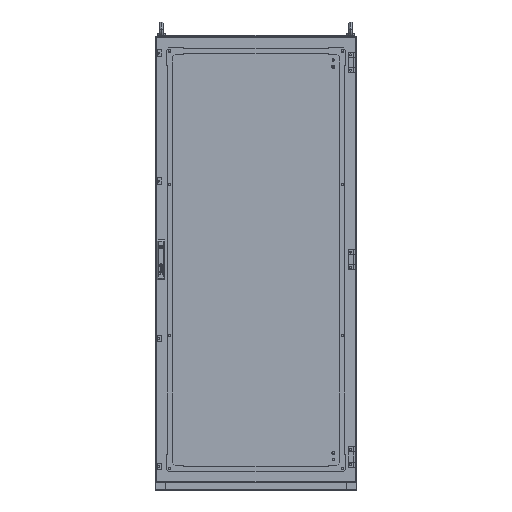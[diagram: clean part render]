
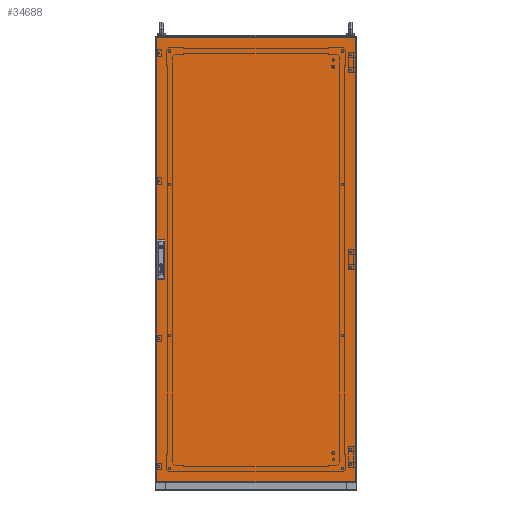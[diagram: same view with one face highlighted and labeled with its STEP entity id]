
A CAD part, top view. The second image highlights one B-rep face of the part: STEP entity #34688.
In plain terms, the highlighted planar face has unit normal (0, 0, 1).
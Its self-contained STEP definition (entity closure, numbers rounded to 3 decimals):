
#1564 = ORIENTED_EDGE ( 'NONE', *, *, #175912, .F. ) ;
#1725 = LINE ( 'NONE', #123268, #20434 ) ;
#1972 = EDGE_CURVE ( 'NONE', #173585, #113249, #187727, .T. ) ;
#2091 = CARTESIAN_POINT ( 'NONE',  ( -390.7, -61.5, 0. ) ) ;
#3680 = CARTESIAN_POINT ( 'NONE',  ( 0., 0., 0. ) ) ;
#5265 = VERTEX_POINT ( 'NONE', #2091 ) ;
#6459 = DIRECTION ( 'NONE',  ( 1., 0., 0. ) ) ;
#7150 = CARTESIAN_POINT ( 'NONE',  ( -397., -870., 0. ) ) ;
#8557 = CARTESIAN_POINT ( 'NONE',  ( -365.7, 38.5, 0. ) ) ;
#8678 = DIRECTION ( 'NONE',  ( 0., -1., 0. ) ) ;
#10627 = CARTESIAN_POINT ( 'NONE',  ( -390.7, 38.5, 0. ) ) ;
#16033 = DIRECTION ( 'NONE',  ( -1., 0., 0. ) ) ;
#16317 = VERTEX_POINT ( 'NONE', #170318 ) ;
#17078 = VECTOR ( 'NONE', #35109, 1000. ) ;
#17392 = EDGE_CURVE ( 'NONE', #16317, #118900, #128370, .T. ) ;
#19499 = CARTESIAN_POINT ( 'NONE',  ( 397., 897., 0. ) ) ;
#20434 = VECTOR ( 'NONE', #62459, 1000. ) ;
#20635 = ORIENTED_EDGE ( 'NONE', *, *, #147259, .F. ) ;
#22174 = EDGE_CURVE ( 'NONE', #145432, #99327, #1725, .T. ) ;
#25892 = VECTOR ( 'NONE', #58279, 1000. ) ;
#27047 = CARTESIAN_POINT ( 'NONE',  ( -390.7, -61.5, 0. ) ) ;
#28032 = LINE ( 'NONE', #27047, #151100 ) ;
#29988 = EDGE_CURVE ( 'NONE', #76357, #173585, #96060, .T. ) ;
#31002 = VECTOR ( 'NONE', #53579, 1000. ) ;
#31009 = CARTESIAN_POINT ( 'NONE',  ( -397., 897., 0. ) ) ;
#31175 = VECTOR ( 'NONE', #6459, 1000. ) ;
#34688 = ADVANCED_FACE ( 'NONE', ( #110324, #183139, #169205 ), #153190, .T. ) ;
#35109 = DIRECTION ( 'NONE',  ( 0., 1., 0. ) ) ;
#37073 = CARTESIAN_POINT ( 'NONE',  ( -365.7, 88.5, 0. ) ) ;
#48287 = LINE ( 'NONE', #156961, #31175 ) ;
#49696 = VERTEX_POINT ( 'NONE', #112913 ) ;
#50495 = ORIENTED_EDGE ( 'NONE', *, *, #122668, .T. ) ;
#51240 = ORIENTED_EDGE ( 'NONE', *, *, #106647, .T. ) ;
#52379 = LINE ( 'NONE', #8557, #25892 ) ;
#52766 = ORIENTED_EDGE ( 'NONE', *, *, #145097, .T. ) ;
#53063 = DIRECTION ( 'NONE',  ( -1., 0., 0. ) ) ;
#53579 = DIRECTION ( 'NONE',  ( -1., 0., 0. ) ) ;
#54473 = LINE ( 'NONE', #10627, #114708 ) ;
#56084 = ORIENTED_EDGE ( 'NONE', *, *, #22174, .T. ) ;
#58279 = DIRECTION ( 'NONE',  ( 1., 0., 0. ) ) ;
#60323 = CARTESIAN_POINT ( 'NONE',  ( -390.7, -11.5, 0. ) ) ;
#61752 = ORIENTED_EDGE ( 'NONE', *, *, #179279, .F. ) ;
#61932 = LINE ( 'NONE', #31009, #101665 ) ;
#62459 = DIRECTION ( 'NONE',  ( 0., 1., 0. ) ) ;
#69337 = VECTOR ( 'NONE', #167672, 1000. ) ;
#76357 = VERTEX_POINT ( 'NONE', #91091 ) ;
#78900 = VERTEX_POINT ( 'NONE', #150347 ) ;
#82127 = ORIENTED_EDGE ( 'NONE', *, *, #179986, .F. ) ;
#83408 = LINE ( 'NONE', #142298, #134544 ) ;
#91091 = CARTESIAN_POINT ( 'NONE',  ( -365.7, 38.5, 0. ) ) ;
#91463 = DIRECTION ( 'NONE',  ( 0., 0., 1. ) ) ;
#96060 = LINE ( 'NONE', #110024, #17078 ) ;
#99327 = VERTEX_POINT ( 'NONE', #19499 ) ;
#100400 = CARTESIAN_POINT ( 'NONE',  ( -365.7, 88.5, 0. ) ) ;
#101665 = VECTOR ( 'NONE', #105889, 1000. ) ;
#102950 = EDGE_LOOP ( 'NONE', ( #82127, #130570, #173828, #129222 ) ) ;
#105889 = DIRECTION ( 'NONE',  ( 0., -1., 0. ) ) ;
#106647 = EDGE_CURVE ( 'NONE', #49696, #150319, #61932, .T. ) ;
#107339 = CARTESIAN_POINT ( 'NONE',  ( 397., -870., 0. ) ) ;
#110024 = CARTESIAN_POINT ( 'NONE',  ( -365.7, 38.5, 0. ) ) ;
#110324 = FACE_BOUND ( 'NONE', #102950, .T. ) ;
#112913 = CARTESIAN_POINT ( 'NONE',  ( -397., 897., 0. ) ) ;
#113249 = VERTEX_POINT ( 'NONE', #176806 ) ;
#114405 = CARTESIAN_POINT ( 'NONE',  ( -397., 897., 0. ) ) ;
#114708 = VECTOR ( 'NONE', #8678, 1000. ) ;
#118900 = VERTEX_POINT ( 'NONE', #60323 ) ;
#122668 = EDGE_CURVE ( 'NONE', #150319, #145432, #83408, .T. ) ;
#122702 = LINE ( 'NONE', #150692, #69337 ) ;
#123268 = CARTESIAN_POINT ( 'NONE',  ( 397., 897., 0. ) ) ;
#125224 = DIRECTION ( 'NONE',  ( 1., 0., 0. ) ) ;
#128370 = LINE ( 'NONE', #190223, #31002 ) ;
#129222 = ORIENTED_EDGE ( 'NONE', *, *, #185024, .F. ) ;
#130570 = ORIENTED_EDGE ( 'NONE', *, *, #1972, .F. ) ;
#131078 = EDGE_LOOP ( 'NONE', ( #51240, #50495, #56084, #52766 ) ) ;
#134544 = VECTOR ( 'NONE', #159196, 1000. ) ;
#135658 = AXIS2_PLACEMENT_3D ( 'NONE', #3680, #91463, #125224 ) ;
#135676 = CARTESIAN_POINT ( 'NONE',  ( -365.7, -61.5, 0. ) ) ;
#135855 = VECTOR ( 'NONE', #16033, 1000. ) ;
#140915 = VECTOR ( 'NONE', #53063, 1000. ) ;
#142298 = CARTESIAN_POINT ( 'NONE',  ( -397., -870., 0. ) ) ;
#145097 = EDGE_CURVE ( 'NONE', #99327, #49696, #172288, .T. ) ;
#145432 = VERTEX_POINT ( 'NONE', #107339 ) ;
#145642 = ORIENTED_EDGE ( 'NONE', *, *, #17392, .F. ) ;
#147259 = EDGE_CURVE ( 'NONE', #152338, #16317, #122702, .T. ) ;
#150319 = VERTEX_POINT ( 'NONE', #7150 ) ;
#150347 = CARTESIAN_POINT ( 'NONE',  ( -390.7, 38.5, 0. ) ) ;
#150692 = CARTESIAN_POINT ( 'NONE',  ( -365.7, -61.5, 0. ) ) ;
#151100 = VECTOR ( 'NONE', #180595, 1000. ) ;
#152338 = VERTEX_POINT ( 'NONE', #135676 ) ;
#153190 = PLANE ( 'NONE',  #135658 ) ;
#156961 = CARTESIAN_POINT ( 'NONE',  ( -365.7, -61.5, 0. ) ) ;
#159196 = DIRECTION ( 'NONE',  ( 1., 0., 0. ) ) ;
#167672 = DIRECTION ( 'NONE',  ( 0., 1., 0. ) ) ;
#169205 = FACE_OUTER_BOUND ( 'NONE', #131078, .T. ) ;
#170318 = CARTESIAN_POINT ( 'NONE',  ( -365.7, -11.5, 0. ) ) ;
#172288 = LINE ( 'NONE', #114405, #135855 ) ;
#173585 = VERTEX_POINT ( 'NONE', #100400 ) ;
#173828 = ORIENTED_EDGE ( 'NONE', *, *, #29988, .F. ) ;
#175912 = EDGE_CURVE ( 'NONE', #118900, #5265, #28032, .T. ) ;
#176806 = CARTESIAN_POINT ( 'NONE',  ( -390.7, 88.5, 0. ) ) ;
#179279 = EDGE_CURVE ( 'NONE', #5265, #152338, #48287, .T. ) ;
#179986 = EDGE_CURVE ( 'NONE', #113249, #78900, #54473, .T. ) ;
#180595 = DIRECTION ( 'NONE',  ( 0., -1., 0. ) ) ;
#183139 = FACE_BOUND ( 'NONE', #196883, .T. ) ;
#185024 = EDGE_CURVE ( 'NONE', #78900, #76357, #52379, .T. ) ;
#187727 = LINE ( 'NONE', #37073, #140915 ) ;
#190223 = CARTESIAN_POINT ( 'NONE',  ( -365.7, -11.5, 0. ) ) ;
#196883 = EDGE_LOOP ( 'NONE', ( #1564, #145642, #20635, #61752 ) ) ;
